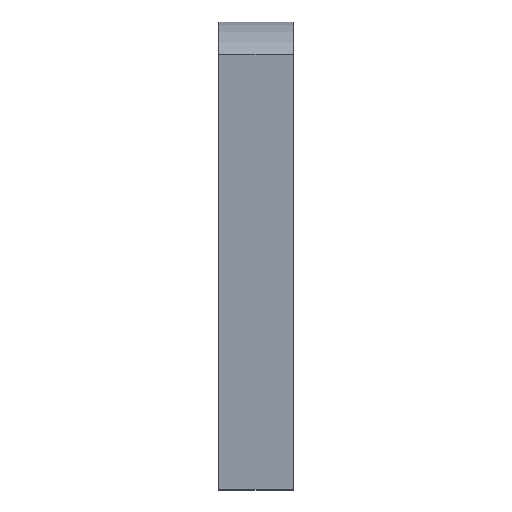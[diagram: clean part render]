
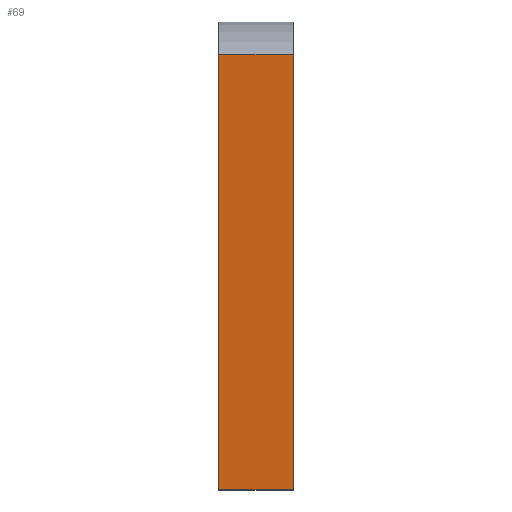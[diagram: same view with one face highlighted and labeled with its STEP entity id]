
A CAD part, top view. The second image highlights one B-rep face of the part: STEP entity #69.
In plain terms, the highlighted planar face has unit normal (0, -0.102, 0.995).
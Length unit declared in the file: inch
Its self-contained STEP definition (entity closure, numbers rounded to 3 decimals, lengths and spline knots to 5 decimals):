
#69 = ADVANCED_FACE ( 'NONE', ( #333 ), #694, .F. ) ;
#124 = DIRECTION ( 'NONE',  ( 0., -0.995, -0.102 ) ) ;
#138 = ORIENTED_EDGE ( 'NONE', *, *, #1074, .F. ) ;
#279 = ORIENTED_EDGE ( 'NONE', *, *, #521, .F. ) ;
#331 = DIRECTION ( 'NONE',  ( 0., -0.995, -0.102 ) ) ;
#333 = FACE_OUTER_BOUND ( 'NONE', #1204, .T. ) ;
#337 = CARTESIAN_POINT ( 'NONE',  ( 3., 3.67422, 3.39118 ) ) ;
#362 = CARTESIAN_POINT ( 'NONE',  ( 3., -13.85, 1.6 ) ) ;
#443 = LINE ( 'NONE', #927, #1121 ) ;
#444 = EDGE_CURVE ( 'NONE', #719, #868, #443, .T. ) ;
#447 = VERTEX_POINT ( 'NONE', #1403 ) ;
#463 = VECTOR ( 'NONE', #822, 39.37008 ) ;
#509 = ORIENTED_EDGE ( 'NONE', *, *, #1391, .T. ) ;
#521 = EDGE_CURVE ( 'NONE', #745, #719, #1054, .T. ) ;
#550 = CARTESIAN_POINT ( 'NONE',  ( 3., -13.85, 1.6 ) ) ;
#555 = CARTESIAN_POINT ( 'NONE',  ( 3., -13.85, 1.6 ) ) ;
#600 = EDGE_CURVE ( 'NONE', #447, #1104, #1061, .T. ) ;
#612 = LINE ( 'NONE', #362, #463 ) ;
#657 = DIRECTION ( 'NONE',  ( -1., 0., 0. ) ) ;
#694 = PLANE ( 'NONE',  #909 ) ;
#719 = VERTEX_POINT ( 'NONE', #1340 ) ;
#745 = VERTEX_POINT ( 'NONE', #1441 ) ;
#798 = DIRECTION ( 'NONE',  ( 0., -0.995, -0.102 ) ) ;
#822 = DIRECTION ( 'NONE',  ( -1., 0., 0. ) ) ;
#826 = ORIENTED_EDGE ( 'NONE', *, *, #600, .T. ) ;
#868 = VERTEX_POINT ( 'NONE', #550 ) ;
#909 = AXIS2_PLACEMENT_3D ( 'NONE', #1041, #1271, #1029 ) ;
#923 = CARTESIAN_POINT ( 'NONE',  ( 0., -13.85, 1.6 ) ) ;
#927 = CARTESIAN_POINT ( 'NONE',  ( 3., -13.85, 1.6 ) ) ;
#1018 = VECTOR ( 'NONE', #798, 39.37008 ) ;
#1029 = DIRECTION ( 'NONE',  ( 0., 0.995, 0.102 ) ) ;
#1037 = LINE ( 'NONE', #337, #1058 ) ;
#1041 = CARTESIAN_POINT ( 'NONE',  ( 3., -13.85, 1.6 ) ) ;
#1054 = LINE ( 'NONE', #555, #1018 ) ;
#1058 = VECTOR ( 'NONE', #657, 39.37008 ) ;
#1061 = LINE ( 'NONE', #923, #1308 ) ;
#1074 = EDGE_CURVE ( 'NONE', #868, #1104, #612, .T. ) ;
#1104 = VERTEX_POINT ( 'NONE', #1186 ) ;
#1121 = VECTOR ( 'NONE', #331, 39.37008 ) ;
#1182 = ORIENTED_EDGE ( 'NONE', *, *, #444, .F. ) ;
#1186 = CARTESIAN_POINT ( 'NONE',  ( 0., -13.85, 1.6 ) ) ;
#1204 = EDGE_LOOP ( 'NONE', ( #826, #138, #1182, #279, #509 ) ) ;
#1271 = DIRECTION ( 'NONE',  ( 0., 0.102, -0.995 ) ) ;
#1308 = VECTOR ( 'NONE', #124, 39.37008 ) ;
#1340 = CARTESIAN_POINT ( 'NONE',  ( 3., -0.30505, 2.98445 ) ) ;
#1391 = EDGE_CURVE ( 'NONE', #745, #447, #1037, .T. ) ;
#1403 = CARTESIAN_POINT ( 'NONE',  ( 0., 3.67422, 3.39118 ) ) ;
#1441 = CARTESIAN_POINT ( 'NONE',  ( 3., 3.67422, 3.39118 ) ) ;
